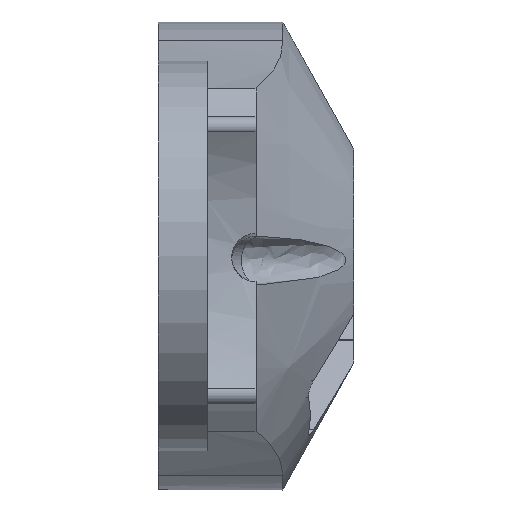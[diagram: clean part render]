
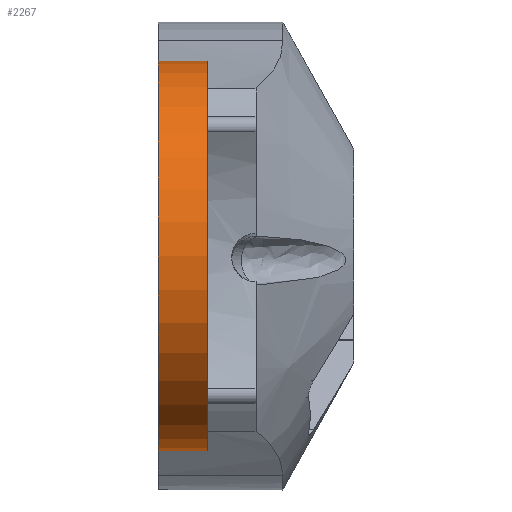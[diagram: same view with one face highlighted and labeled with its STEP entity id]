
A CAD part, front view. The second image highlights one B-rep face of the part: STEP entity #2267.
In plain terms, the highlighted cylindrical face has radius 25.4 mm (diameter 50.8 mm), a partial arc.
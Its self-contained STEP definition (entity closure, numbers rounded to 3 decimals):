
#27 = LINE ( 'NONE', #3811, #2838 ) ;
#82 = EDGE_LOOP ( 'NONE', ( #2988, #1227, #1867, #3689 ) ) ;
#178 = EDGE_CURVE ( 'NONE', #1428, #3555, #1570, .T. ) ;
#215 = DIRECTION ( 'NONE',  ( 1., 0., 0. ) ) ;
#293 = CIRCLE ( 'NONE', #515, 25.4 ) ;
#378 = EDGE_CURVE ( 'NONE', #1428, #2862, #293, .T. ) ;
#403 = CARTESIAN_POINT ( 'NONE',  ( 6.35, -127.5, 0. ) ) ;
#515 = AXIS2_PLACEMENT_3D ( 'NONE', #2072, #1771, #1443 ) ;
#595 = EDGE_CURVE ( 'NONE', #3555, #3248, #2494, .T. ) ;
#1227 = ORIENTED_EDGE ( 'NONE', *, *, #378, .F. ) ;
#1268 = CARTESIAN_POINT ( 'NONE',  ( 6.35, -127.5, 25.4 ) ) ;
#1428 = VERTEX_POINT ( 'NONE', #1268 ) ;
#1443 = DIRECTION ( 'NONE',  ( 0., 0., -1. ) ) ;
#1515 = DIRECTION ( 'NONE',  ( -1., 0., 0. ) ) ;
#1570 = LINE ( 'NONE', #3010, #3378 ) ;
#1743 = DIRECTION ( 'NONE',  ( 0., 0., -1. ) ) ;
#1771 = DIRECTION ( 'NONE',  ( 1., 0., 0. ) ) ;
#1867 = ORIENTED_EDGE ( 'NONE', *, *, #178, .T. ) ;
#1924 = DIRECTION ( 'NONE',  ( -1., 0., 0. ) ) ;
#2010 = DIRECTION ( 'NONE',  ( -1., 0., 0. ) ) ;
#2072 = CARTESIAN_POINT ( 'NONE',  ( 6.35, -127.5, 0. ) ) ;
#2267 = ADVANCED_FACE ( 'NONE', ( #2552 ), #2841, .T. ) ;
#2489 = EDGE_CURVE ( 'NONE', #2862, #3248, #27, .T. ) ;
#2494 = CIRCLE ( 'NONE', #2641, 25.4 ) ;
#2552 = FACE_OUTER_BOUND ( 'NONE', #82, .T. ) ;
#2599 = CARTESIAN_POINT ( 'NONE',  ( 0., -127.5, 0. ) ) ;
#2641 = AXIS2_PLACEMENT_3D ( 'NONE', #2599, #215, #1743 ) ;
#2813 = CARTESIAN_POINT ( 'NONE',  ( 0., -127.5, 25.4 ) ) ;
#2838 = VECTOR ( 'NONE', #2010, 1000. ) ;
#2841 = CYLINDRICAL_SURFACE ( 'NONE', #3706, 25.4 ) ;
#2862 = VERTEX_POINT ( 'NONE', #3865 ) ;
#2988 = ORIENTED_EDGE ( 'NONE', *, *, #2489, .F. ) ;
#3010 = CARTESIAN_POINT ( 'NONE',  ( 6.35, -127.5, 25.4 ) ) ;
#3182 = DIRECTION ( 'NONE',  ( 0., 0., 1. ) ) ;
#3248 = VERTEX_POINT ( 'NONE', #3699 ) ;
#3378 = VECTOR ( 'NONE', #1515, 1000. ) ;
#3555 = VERTEX_POINT ( 'NONE', #2813 ) ;
#3689 = ORIENTED_EDGE ( 'NONE', *, *, #595, .T. ) ;
#3699 = CARTESIAN_POINT ( 'NONE',  ( 0., -127.5, -25.4 ) ) ;
#3706 = AXIS2_PLACEMENT_3D ( 'NONE', #403, #1924, #3182 ) ;
#3811 = CARTESIAN_POINT ( 'NONE',  ( 6.35, -127.5, -25.4 ) ) ;
#3865 = CARTESIAN_POINT ( 'NONE',  ( 6.35, -127.5, -25.4 ) ) ;
